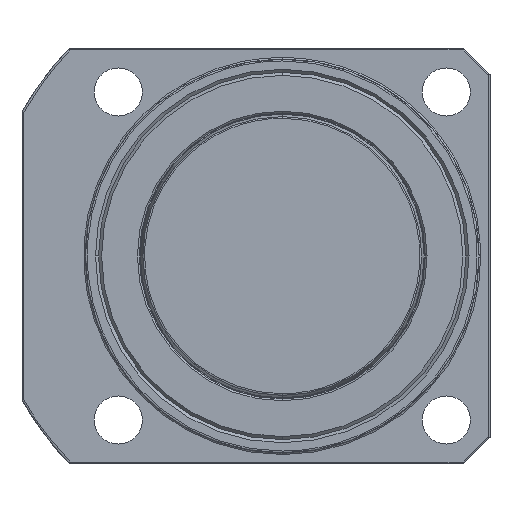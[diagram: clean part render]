
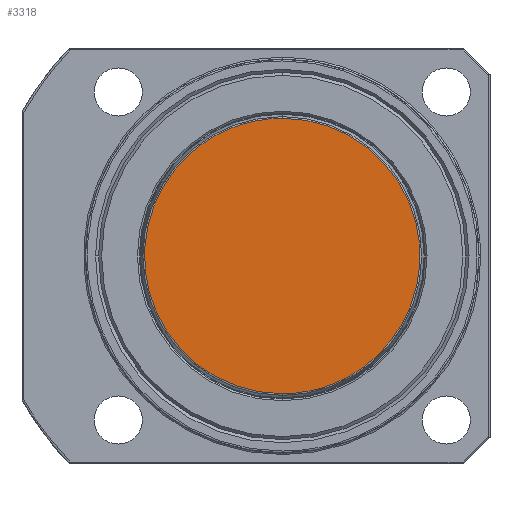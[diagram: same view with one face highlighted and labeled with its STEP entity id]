
A CAD part, front view. The second image highlights one B-rep face of the part: STEP entity #3318.
In plain terms, the highlighted planar face has unit normal (0, -1, 0).
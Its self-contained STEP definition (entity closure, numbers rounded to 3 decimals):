
#1328 = ORIENTED_EDGE ( 'NONE', *, *, #1950, .F. ) ;
#1329 = ORIENTED_EDGE ( 'NONE', *, *, #1940, .F. ) ;
#1940 = EDGE_CURVE ( 'NONE', #6298, #6299, #4714, .T. ) ;
#1950 = EDGE_CURVE ( 'NONE', #6299, #6298, #4709, .T. ) ;
#2397 = FACE_OUTER_BOUND ( 'NONE', #6109, .T. ) ;
#3141 = DIRECTION ( 'NONE',  ( 0., 0., 1. ) ) ;
#3142 = DIRECTION ( 'NONE',  ( 0., 1., 0. ) ) ;
#3148 = PLANE ( 'NONE',  #4379 ) ;
#3157 = CARTESIAN_POINT ( 'NONE',  ( 31.772, 0., 0. ) ) ;
#3318 = ADVANCED_FACE ( 'N', ( #2397 ), #3148, .F. ) ;
#3815 = CARTESIAN_POINT ( 'NONE',  ( 0., 0., 31.492 ) ) ;
#3816 = CARTESIAN_POINT ( 'NONE',  ( 0., 0., -31.492 ) ) ;
#3835 = CARTESIAN_POINT ( 'NONE',  ( -62.984, 0., 31.492 ) ) ;
#3879 = CARTESIAN_POINT ( 'NONE',  ( -62.984, 0., -31.492 ) ) ;
#3965 = CARTESIAN_POINT ( 'NONE',  ( 0., 0., -31.492 ) ) ;
#3967 = CARTESIAN_POINT ( 'NONE',  ( 62.984, 0., -31.492 ) ) ;
#3975 = CARTESIAN_POINT ( 'NONE',  ( 62.984, 0., 31.492 ) ) ;
#3977 = CARTESIAN_POINT ( 'NONE',  ( 0., 0., 31.492 ) ) ;
#4379 = AXIS2_PLACEMENT_3D ( 'NONE', #3157, #3142, #3141 ) ;
#4709 =( BOUNDED_CURVE ( )  B_SPLINE_CURVE ( 3, ( #3977, #3975, #3967, #3965 ),
 .UNSPECIFIED., .F., .F. ) 
 B_SPLINE_CURVE_WITH_KNOTS ( ( 4, 4 ),
 ( 0., 1. ),
 .UNSPECIFIED. ) 
 CURVE ( )  GEOMETRIC_REPRESENTATION_ITEM ( )  RATIONAL_B_SPLINE_CURVE ( ( 1., 0.333, 0.333, 1. ) ) 
 REPRESENTATION_ITEM ( '' )  );
#4714 =( BOUNDED_CURVE ( )  B_SPLINE_CURVE ( 3, ( #3816, #3879, #3835, #3815 ),
 .UNSPECIFIED., .F., .F. ) 
 B_SPLINE_CURVE_WITH_KNOTS ( ( 4, 4 ),
 ( 0., 1. ),
 .UNSPECIFIED. ) 
 CURVE ( )  GEOMETRIC_REPRESENTATION_ITEM ( )  RATIONAL_B_SPLINE_CURVE ( ( 1., 0.333, 0.333, 1. ) ) 
 REPRESENTATION_ITEM ( '' )  );
#6109 = EDGE_LOOP ( 'NONE', ( #1328, #1329 ) ) ;
#6298 = VERTEX_POINT ( 'NONE', #6430 ) ;
#6299 = VERTEX_POINT ( 'NONE', #6431 ) ;
#6430 = CARTESIAN_POINT ( 'NONE',  ( 0., 0., -31.492 ) ) ;
#6431 = CARTESIAN_POINT ( 'NONE',  ( 0., 0., 31.492 ) ) ;
